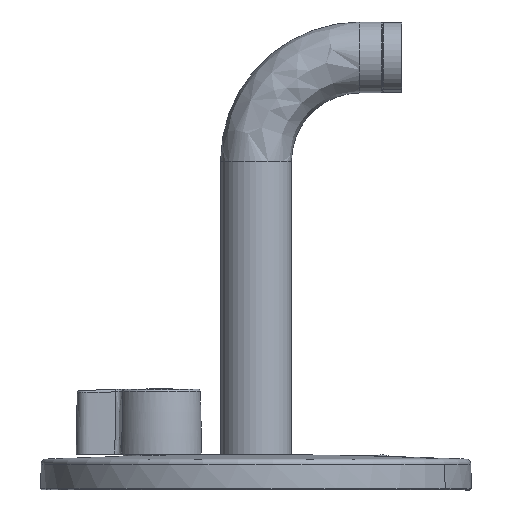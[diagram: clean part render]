
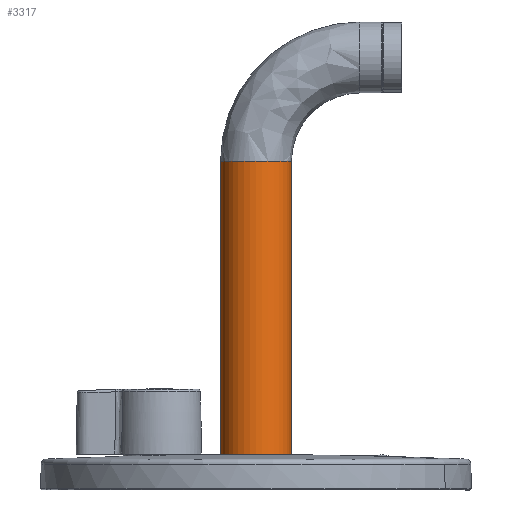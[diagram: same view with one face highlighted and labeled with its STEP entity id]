
A CAD part, left-side view. The second image highlights one B-rep face of the part: STEP entity #3317.
In plain terms, the highlighted cylindrical face has radius 14 mm (diameter 28 mm), a partial arc.
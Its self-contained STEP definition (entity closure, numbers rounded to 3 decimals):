
#6 = CARTESIAN_POINT ( 'NONE',  ( 0., -14., 129.569 ) ) ;
#186 = DIRECTION ( 'NONE',  ( 0., 0., -1. ) ) ;
#199 = DIRECTION ( 'NONE',  ( -1., 0., 0. ) ) ;
#270 = VERTEX_POINT ( 'NONE', #2977 ) ;
#302 = CIRCLE ( 'NONE', #2691, 14. ) ;
#605 = CARTESIAN_POINT ( 'NONE',  ( 0., 14., 129.569 ) ) ;
#763 = EDGE_LOOP ( 'NONE', ( #813, #2747, #3027, #908 ) ) ;
#804 = CARTESIAN_POINT ( 'NONE',  ( 0., 0., 129.569 ) ) ;
#807 = CARTESIAN_POINT ( 'NONE',  ( 0., 14., 129.569 ) ) ;
#813 = ORIENTED_EDGE ( 'NONE', *, *, #1784, .F. ) ;
#908 = ORIENTED_EDGE ( 'NONE', *, *, #2331, .F. ) ;
#1086 = CARTESIAN_POINT ( 'NONE',  ( 0., -14., 13.947 ) ) ;
#1103 = DIRECTION ( 'NONE',  ( 0., 0., -1. ) ) ;
#1136 = DIRECTION ( 'NONE',  ( 0., 1., 0. ) ) ;
#1156 = CARTESIAN_POINT ( 'NONE',  ( 0., 14., 13.947 ) ) ;
#1215 = AXIS2_PLACEMENT_3D ( 'NONE', #1434, #186, #199 ) ;
#1434 = CARTESIAN_POINT ( 'NONE',  ( 0., 0., 13.947 ) ) ;
#1488 = DIRECTION ( 'NONE',  ( 0., 0., -1. ) ) ;
#1507 = AXIS2_PLACEMENT_3D ( 'NONE', #804, #1103, #1136 ) ;
#1541 = VERTEX_POINT ( 'NONE', #1086 ) ;
#1610 = FACE_OUTER_BOUND ( 'NONE', #763, .T. ) ;
#1732 = VERTEX_POINT ( 'NONE', #1156 ) ;
#1784 = EDGE_CURVE ( 'NONE', #270, #1541, #3451, .T. ) ;
#1865 = VECTOR ( 'NONE', #3707, 1000. ) ;
#2003 = EDGE_CURVE ( 'NONE', #270, #3655, #302, .T. ) ;
#2102 = CYLINDRICAL_SURFACE ( 'NONE', #1507, 14. ) ;
#2288 = LINE ( 'NONE', #605, #2480 ) ;
#2331 = EDGE_CURVE ( 'NONE', #1541, #1732, #3587, .T. ) ;
#2480 = VECTOR ( 'NONE', #1488, 1000. ) ;
#2691 = AXIS2_PLACEMENT_3D ( 'NONE', #3215, #3771, #3795 ) ;
#2747 = ORIENTED_EDGE ( 'NONE', *, *, #2003, .T. ) ;
#2977 = CARTESIAN_POINT ( 'NONE',  ( 0., -14., 129.569 ) ) ;
#3027 = ORIENTED_EDGE ( 'NONE', *, *, #3971, .T. ) ;
#3215 = CARTESIAN_POINT ( 'NONE',  ( 0., 0., 129.569 ) ) ;
#3317 = ADVANCED_FACE ( 'NONE', ( #1610 ), #2102, .T. ) ;
#3451 = LINE ( 'NONE', #6, #1865 ) ;
#3587 = CIRCLE ( 'NONE', #1215, 14. ) ;
#3655 = VERTEX_POINT ( 'NONE', #807 ) ;
#3707 = DIRECTION ( 'NONE',  ( 0., 0., -1. ) ) ;
#3771 = DIRECTION ( 'NONE',  ( 0., 0., -1. ) ) ;
#3795 = DIRECTION ( 'NONE',  ( 0., 1., 0. ) ) ;
#3971 = EDGE_CURVE ( 'NONE', #3655, #1732, #2288, .T. ) ;
